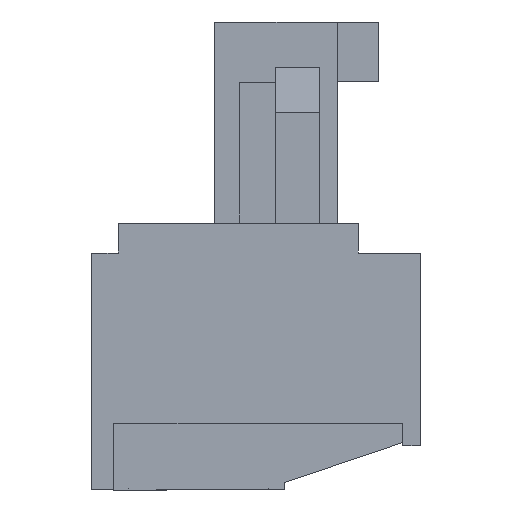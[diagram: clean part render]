
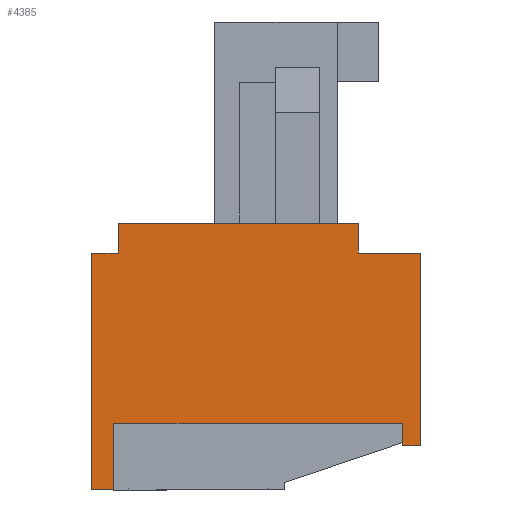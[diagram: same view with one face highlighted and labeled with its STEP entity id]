
A CAD part, left-side view. The second image highlights one B-rep face of the part: STEP entity #4385.
In plain terms, the highlighted planar face has unit normal (-1, 0, 0).
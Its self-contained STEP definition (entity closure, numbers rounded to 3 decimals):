
#4385 = ADVANCED_FACE( '', ( #9355 ), #9356, .F. );
#9355 = FACE_OUTER_BOUND( '', #15229, .T. );
#9356 = PLANE( '', #15230 );
#15229 = EDGE_LOOP( '', ( #26410, #26411, #26412, #26413, #26414, #26415, #26416, #26417, #26418, #26419, #26420, #26421 ) );
#15230 = AXIS2_PLACEMENT_3D( '', #26422, #26423, #26424 );
#26410 = ORIENTED_EDGE( '', *, *, #37709, .F. );
#26411 = ORIENTED_EDGE( '', *, *, #38255, .F. );
#26412 = ORIENTED_EDGE( '', *, *, #38152, .F. );
#26413 = ORIENTED_EDGE( '', *, *, #38654, .F. );
#26414 = ORIENTED_EDGE( '', *, *, #39061, .F. );
#26415 = ORIENTED_EDGE( '', *, *, #39062, .F. );
#26416 = ORIENTED_EDGE( '', *, *, #39063, .F. );
#26417 = ORIENTED_EDGE( '', *, *, #39064, .F. );
#26418 = ORIENTED_EDGE( '', *, *, #38301, .F. );
#26419 = ORIENTED_EDGE( '', *, *, #39065, .F. );
#26420 = ORIENTED_EDGE( '', *, *, #37284, .F. );
#26421 = ORIENTED_EDGE( '', *, *, #39066, .F. );
#26422 = CARTESIAN_POINT( '', ( -45.72, 0., 0. ) );
#26423 = DIRECTION( '', ( 1., 0., 0. ) );
#26424 = DIRECTION( '', ( 0., 0., -1. ) );
#37284 = EDGE_CURVE( '', #45630, #45632, #45633, .T. );
#37709 = EDGE_CURVE( '', #46297, #46299, #46300, .T. );
#38152 = EDGE_CURVE( '', #46960, #46962, #46963, .T. );
#38255 = EDGE_CURVE( '', #46962, #46297, #47102, .T. );
#38301 = EDGE_CURVE( '', #47168, #47170, #47171, .T. );
#38654 = EDGE_CURVE( '', #47681, #46960, #47683, .T. );
#39061 = EDGE_CURVE( '', #48262, #47681, #48263, .T. );
#39062 = EDGE_CURVE( '', #48264, #48262, #48265, .T. );
#39063 = EDGE_CURVE( '', #48266, #48264, #48267, .T. );
#39064 = EDGE_CURVE( '', #47170, #48266, #48268, .T. );
#39065 = EDGE_CURVE( '', #45632, #47168, #48269, .T. );
#39066 = EDGE_CURVE( '', #46299, #45630, #48270, .T. );
#45630 = VERTEX_POINT( '', #57223 );
#45632 = VERTEX_POINT( '', #57226 );
#45633 = LINE( '', #57227, #57228 );
#46297 = VERTEX_POINT( '', #58234 );
#46299 = VERTEX_POINT( '', #58237 );
#46300 = LINE( '', #58238, #58239 );
#46960 = VERTEX_POINT( '', #59205 );
#46962 = VERTEX_POINT( '', #59208 );
#46963 = LINE( '', #59209, #59210 );
#47102 = LINE( '', #59417, #59418 );
#47168 = VERTEX_POINT( '', #59513 );
#47170 = VERTEX_POINT( '', #59516 );
#47171 = LINE( '', #59517, #59518 );
#47681 = VERTEX_POINT( '', #60267 );
#47683 = LINE( '', #60270, #60271 );
#48262 = VERTEX_POINT( '', #61150 );
#48263 = LINE( '', #61151, #61152 );
#48264 = VERTEX_POINT( '', #61153 );
#48265 = LINE( '', #61154, #61155 );
#48266 = VERTEX_POINT( '', #61156 );
#48267 = LINE( '', #61157, #61158 );
#48268 = LINE( '', #61159, #61160 );
#48269 = LINE( '', #61161, #61162 );
#48270 = LINE( '', #61163, #61164 );
#57223 = CARTESIAN_POINT( '', ( -45.72, -6.15, -2.5 ) );
#57226 = CARTESIAN_POINT( '', ( -45.72, -5.55, -2.5 ) );
#57227 = CARTESIAN_POINT( '', ( -45.72, -6.15, -2.5 ) );
#57228 = VECTOR( '', #67264, 1000. );
#58234 = CARTESIAN_POINT( '', ( -45.72, -4.05, 4. ) );
#58237 = CARTESIAN_POINT( '', ( -45.72, -6.15, 4. ) );
#58238 = CARTESIAN_POINT( '', ( -45.72, -4.05, 4. ) );
#58239 = VECTOR( '', #67647, 1000. );
#59205 = CARTESIAN_POINT( '', ( -45.72, 4.05, 5. ) );
#59208 = CARTESIAN_POINT( '', ( -45.72, -4.05, 5. ) );
#59209 = CARTESIAN_POINT( '', ( -45.72, 4.05, 5. ) );
#59210 = VECTOR( '', #68027, 1000. );
#59417 = CARTESIAN_POINT( '', ( -45.72, -4.05, 5. ) );
#59418 = VECTOR( '', #68111, 1000. );
#59513 = CARTESIAN_POINT( '', ( -45.72, -5.55, -1.75 ) );
#59516 = CARTESIAN_POINT( '', ( -45.72, 4.2, -1.75 ) );
#59517 = CARTESIAN_POINT( '', ( -45.72, -5.55, -1.75 ) );
#59518 = VECTOR( '', #68151, 1000. );
#60267 = CARTESIAN_POINT( '', ( -45.72, 4.05, 4. ) );
#60270 = CARTESIAN_POINT( '', ( -45.72, 4.05, 4. ) );
#60271 = VECTOR( '', #68443, 1000. );
#61150 = CARTESIAN_POINT( '', ( -45.72, 4.95, 4. ) );
#61151 = CARTESIAN_POINT( '', ( -45.72, 4.95, 4. ) );
#61152 = VECTOR( '', #68792, 1000. );
#61153 = CARTESIAN_POINT( '', ( -45.72, 4.95, -4. ) );
#61154 = CARTESIAN_POINT( '', ( -45.72, 4.95, -4. ) );
#61155 = VECTOR( '', #68793, 1000. );
#61156 = CARTESIAN_POINT( '', ( -45.72, 4.2, -4. ) );
#61157 = CARTESIAN_POINT( '', ( -45.72, 4.2, -4. ) );
#61158 = VECTOR( '', #68794, 1000. );
#61159 = CARTESIAN_POINT( '', ( -45.72, 4.2, -1.75 ) );
#61160 = VECTOR( '', #68795, 1000. );
#61161 = CARTESIAN_POINT( '', ( -45.72, -5.55, -2.5 ) );
#61162 = VECTOR( '', #68796, 1000. );
#61163 = CARTESIAN_POINT( '', ( -45.72, -6.15, 4. ) );
#61164 = VECTOR( '', #68797, 1000. );
#67264 = DIRECTION( '', ( 0., 1., 0. ) );
#67647 = DIRECTION( '', ( 0., -1., 0. ) );
#68027 = DIRECTION( '', ( 0., -1., 0. ) );
#68111 = DIRECTION( '', ( 0., 0., -1. ) );
#68151 = DIRECTION( '', ( 0., 1., 0. ) );
#68443 = DIRECTION( '', ( 0., 0., 1. ) );
#68792 = DIRECTION( '', ( 0., -1., 0. ) );
#68793 = DIRECTION( '', ( 0., 0., 1. ) );
#68794 = DIRECTION( '', ( 0., 1., 0. ) );
#68795 = DIRECTION( '', ( 0., 0., -1. ) );
#68796 = DIRECTION( '', ( 0., 0., 1. ) );
#68797 = DIRECTION( '', ( 0., 0., -1. ) );
